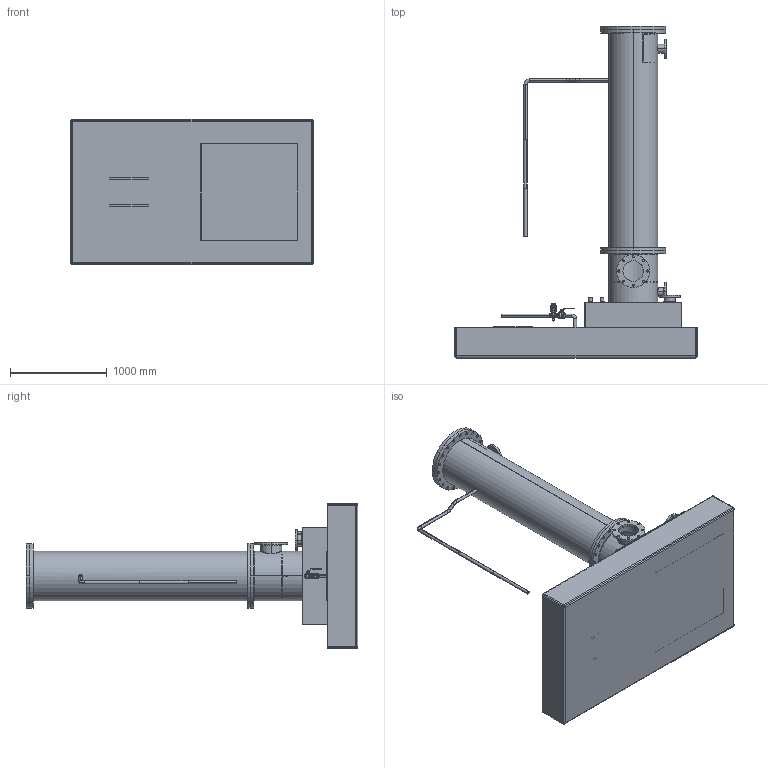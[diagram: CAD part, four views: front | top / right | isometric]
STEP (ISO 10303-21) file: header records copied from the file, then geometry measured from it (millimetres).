
FILE_DESCRIPTION (( 'STEP AP214' ), '1' );
FILE_NAME ('Laveur de Gaz_RDSI_ASS_V2.STEP', '2024-07-19T08:22:55', ( '' ), ( '' ), 'SwSTEP 2.0', 'SolidWorks 2020', '' );
FILE_SCHEMA (( 'AUTOMOTIVE_DESIGN' ));
Length unit declared in the file: millimetre
Products named in the file (12): VANNE_3P_FF_1p; RDSI_PP_Bac de retention; Te_FFF_1p; RDSI_PP_Colonne de lavage_Partie Haute; Laveur de Gaz_RDSI_ASS_V2; RAC CAN_M_3.4p_15mm; RDSI_PP_Plaque; RDSI_PP_Colonne de lavage_Partie Basse; RAC RED_MF_1p_3.4p; Tube_1Px500; Buses; RDSI_PP_Couvercle_V2
Assembly tree (18 placements, depth 2):
  Laveur de Gaz_RDSI_ASS_V2
    RDSI_PP_Colonne de lavage_Partie Basse
    RDSI_PP_Colonne de lavage_Partie Haute
    RDSI_PP_Plaque
    RDSI_PP_Bac de retention
    Tube_1Px500  x3
    VANNE_3P_FF_1p  x3
    Te_FFF_1p
    Buses  x4
    RDSI_PP_Couvercle_V2
    RAC RED_MF_1p_3.4p
    RAC CAN_M_3.4p_15mm
Bounding box: 2500 x 3421 x 1500 mm (x, y, z)
Volume: 125639124.6 mm3; surface area: 34557860.6 mm2
Topology: 22 solids, 23 shells, 3395 faces, 8799 edges, 5668 vertices
Faces by surface type: cylinder 1528, plane 1372, cone 427, torus 52, sphere 12, bspline 4
Entity records: 80312 total; most frequent: CARTESIAN_POINT 18862, DIRECTION 11591, ORIENTED_EDGE 10916, EDGE_CURVE 5458, AXIS2_PLACEMENT_3D 4497, VERTEX_POINT 3549, EDGE_LOOP 2883, LINE 2597
